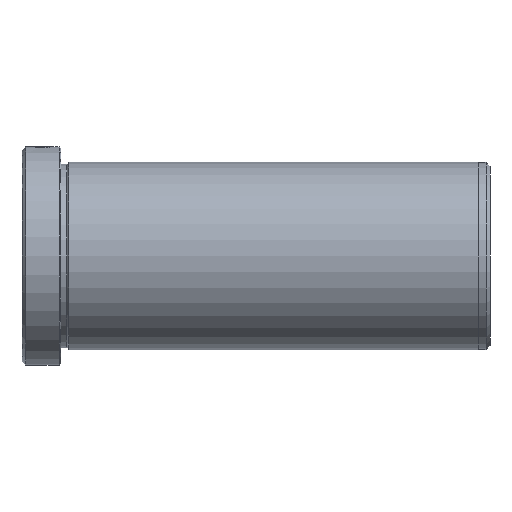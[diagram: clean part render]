
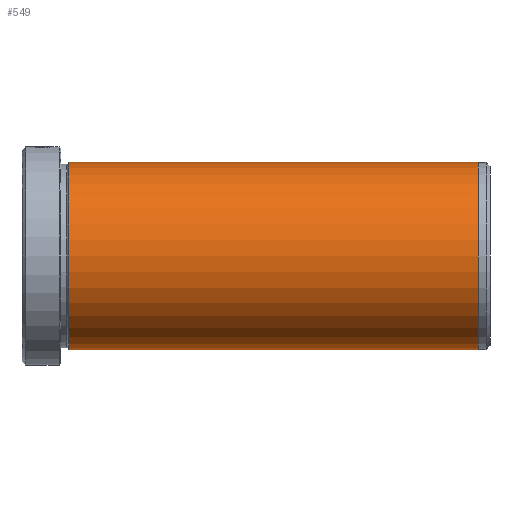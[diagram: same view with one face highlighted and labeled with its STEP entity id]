
A CAD part, left-side view. The second image highlights one B-rep face of the part: STEP entity #549.
In plain terms, the highlighted cylindrical face has radius 24 mm (diameter 48 mm), a partial arc.
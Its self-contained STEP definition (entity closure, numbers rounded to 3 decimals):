
#191 = CIRCLE ( 'NONE', #1227, 24. ) ;
#225 = EDGE_CURVE ( 'NONE', #896, #403, #1497, .T. ) ;
#251 = CARTESIAN_POINT ( 'NONE',  ( 0., -12., 0. ) ) ;
#295 = CARTESIAN_POINT ( 'NONE',  ( 0., 0., -24. ) ) ;
#331 = CARTESIAN_POINT ( 'NONE',  ( 0., -12., 24. ) ) ;
#403 = VERTEX_POINT ( 'NONE', #331 ) ;
#418 = DIRECTION ( 'NONE',  ( 0., 0., 1. ) ) ;
#518 = ORIENTED_EDGE ( 'NONE', *, *, #225, .T. ) ;
#549 = ADVANCED_FACE ( 'NONE', ( #1477 ), #1424, .T. ) ;
#575 = ORIENTED_EDGE ( 'NONE', *, *, #655, .F. ) ;
#577 = DIRECTION ( 'NONE',  ( 0., 0., -1. ) ) ;
#655 = EDGE_CURVE ( 'NONE', #896, #1047, #191, .T. ) ;
#658 = EDGE_CURVE ( 'NONE', #786, #403, #1600, .T. ) ;
#712 = DIRECTION ( 'NONE',  ( 0., -1., 0. ) ) ;
#745 = AXIS2_PLACEMENT_3D ( 'NONE', #1610, #1206, #1054 ) ;
#749 = VECTOR ( 'NONE', #912, 1000. ) ;
#786 = VERTEX_POINT ( 'NONE', #1293 ) ;
#855 = CARTESIAN_POINT ( 'NONE',  ( 0., -117., 0. ) ) ;
#896 = VERTEX_POINT ( 'NONE', #1208 ) ;
#912 = DIRECTION ( 'NONE',  ( 0., 1., 0. ) ) ;
#954 = CARTESIAN_POINT ( 'NONE',  ( 0., -117., -24. ) ) ;
#974 = ORIENTED_EDGE ( 'NONE', *, *, #658, .F. ) ;
#981 = VECTOR ( 'NONE', #1681, 1000. ) ;
#1029 = LINE ( 'NONE', #295, #981 ) ;
#1047 = VERTEX_POINT ( 'NONE', #954 ) ;
#1054 = DIRECTION ( 'NONE',  ( 0., 0., 1. ) ) ;
#1120 = AXIS2_PLACEMENT_3D ( 'NONE', #251, #1807, #418 ) ;
#1127 = EDGE_LOOP ( 'NONE', ( #1482, #575, #518, #974 ) ) ;
#1206 = DIRECTION ( 'NONE',  ( 0., 1., 0. ) ) ;
#1208 = CARTESIAN_POINT ( 'NONE',  ( 0., -117., 24. ) ) ;
#1227 = AXIS2_PLACEMENT_3D ( 'NONE', #855, #712, #577 ) ;
#1273 = CARTESIAN_POINT ( 'NONE',  ( 0., 0., 24. ) ) ;
#1293 = CARTESIAN_POINT ( 'NONE',  ( 0., -12., -24. ) ) ;
#1424 = CYLINDRICAL_SURFACE ( 'NONE', #745, 24. ) ;
#1477 = FACE_OUTER_BOUND ( 'NONE', #1127, .T. ) ;
#1482 = ORIENTED_EDGE ( 'NONE', *, *, #1539, .F. ) ;
#1497 = LINE ( 'NONE', #1273, #749 ) ;
#1539 = EDGE_CURVE ( 'NONE', #1047, #786, #1029, .T. ) ;
#1600 = CIRCLE ( 'NONE', #1120, 24. ) ;
#1610 = CARTESIAN_POINT ( 'NONE',  ( 0., 0., 0. ) ) ;
#1681 = DIRECTION ( 'NONE',  ( 0., 1., 0. ) ) ;
#1807 = DIRECTION ( 'NONE',  ( 0., 1., 0. ) ) ;
